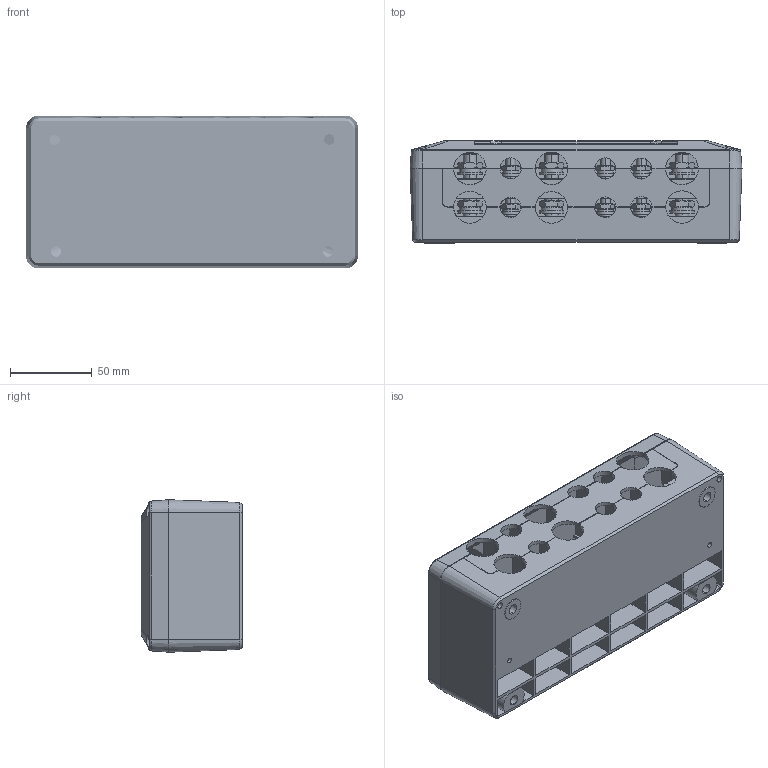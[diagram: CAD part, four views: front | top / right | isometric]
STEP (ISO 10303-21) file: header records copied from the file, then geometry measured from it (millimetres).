
FILE_DESCRIPTION (( 'STEP AP203' ), '1' );
FILE_NAME ('Bus box 250A.STEP', '2024-02-28T06:50:01', ( '' ), ( '' ), 'SwSTEP 2.0', 'SolidWorks 2016', '' );
FILE_SCHEMA (( 'CONFIG_CONTROL_DESIGN' ));
Length unit declared in the file: millimetre
Products named in the file (16): M8揤穩蹟隊; 肣齬2; M6揤穩蹟隊; M4 Allen bolt; spring lock washers--normal type gb_GB_FASTENER_WASHER_SW 8; 狟褲极3; hex thin nuts grades ab gb_GB_FASTENER_NUT_STNABTT M8X1.0-N; Bus box 250A; 結啣; 奻裔; plain washers-s series-grade a gb_GB_FASTENER_WASHER_PWSA 6; hex thin nuts-grades ab-chamfered gb_GB_FASTENER_NUT_STNAB M6-N; M4x10 Allen bolt; spring lock washers--normal type gb_GB_FASTENER_WASHER_SW 6; plain washers-s series-grade a gb_GB_FASTENER_WASHER_PWSA 8; hex flange bolts-heavy grade b gb_GB_FASTENER_BOLT_HFBB M5X10-N
Assembly tree (65 placements, depth 2):
  Bus box 250A
    奻裔
    狟褲极3
    肣齬2  x2
    plain washers-s series-grade a gb_GB_FASTENER_WASHER_PWSA 8  x6
    plain washers-s series-grade a gb_GB_FASTENER_WASHER_PWSA 6  x6
    spring lock washers--normal type gb_GB_FASTENER_WASHER_SW 6  x6
    spring lock washers--normal type gb_GB_FASTENER_WASHER_SW 8  x6
    hex thin nuts grades ab gb_GB_FASTENER_NUT_STNABTT M8X1.0-N  x6
    hex thin nuts-grades ab-chamfered gb_GB_FASTENER_NUT_STNAB M6-N  x6
    hex flange bolts-heavy grade b gb_GB_FASTENER_BOLT_HFBB M5X10-N  x6
    結啣
    M4 Allen bolt  x4
    M6揤穩蹟隊  x6
    M8揤穩蹟隊  x6
    M4x10 Allen bolt  x2
Bounding box: 203.46 x 62.5 x 93.46 mm (x, y, z)
Volume: 360392.6 mm3; surface area: 263841 mm2
Topology: 65 solids, 65 shells, 3209 faces, 8133 edges, 5204 vertices
Faces by surface type: plane 1544, cylinder 1057, bspline 403, cone 205
Entity records: 94380 total; most frequent: CARTESIAN_POINT 35216, ORIENTED_EDGE 12476, DIRECTION 10458, EDGE_CURVE 6238, LINE 4024, VECTOR 4024, VERTEX_POINT 4008, AXIS2_PLACEMENT_3D 3217
